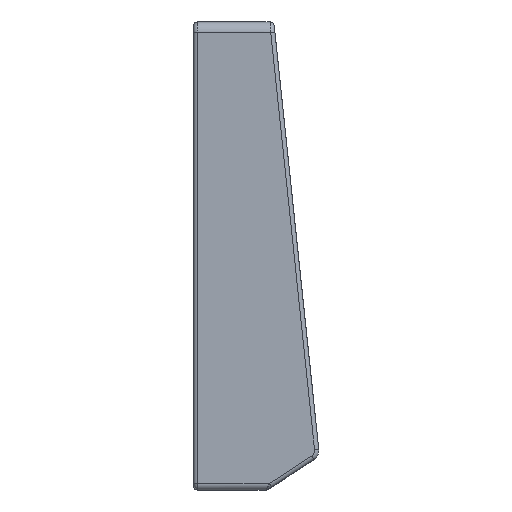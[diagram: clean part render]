
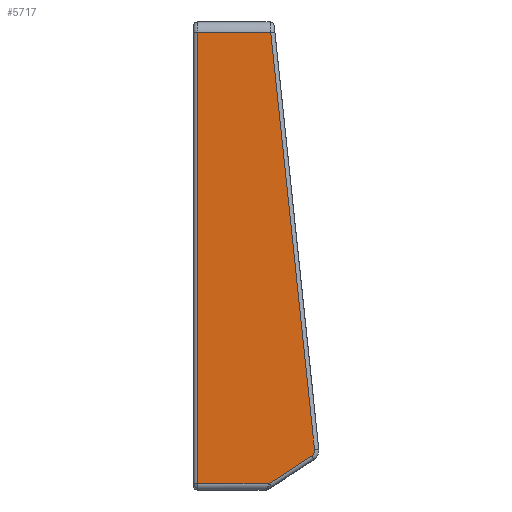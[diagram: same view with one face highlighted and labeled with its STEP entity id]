
A CAD part, left-side view. The second image highlights one B-rep face of the part: STEP entity #5717.
In plain terms, the highlighted planar face has unit normal (-1, 0, 0).
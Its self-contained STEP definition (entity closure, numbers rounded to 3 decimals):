
#133=PLANE('',#6164);
#345=FACE_OUTER_BOUND('',#684,.T.);
#684=EDGE_LOOP('',(#4241,#4242,#4243,#4244,#4245,#4246));
#1109=CIRCLE('',#6049,1.5);
#1401=LINE('',#13552,#1836);
#1482=LINE('',#14271,#1917);
#1486=LINE('',#14279,#1921);
#1487=LINE('',#14283,#1922);
#1488=LINE('',#14284,#1923);
#1836=VECTOR('',#6879,10.);
#1917=VECTOR('',#7152,10.);
#1921=VECTOR('',#7160,10.);
#1922=VECTOR('',#7165,10.);
#1923=VECTOR('',#7166,10.);
#2378=VERTEX_POINT('',#13516);
#2379=VERTEX_POINT('',#13518);
#2389=VERTEX_POINT('',#13550);
#2489=VERTEX_POINT('',#14220);
#2502=VERTEX_POINT('',#14265);
#2505=VERTEX_POINT('',#14282);
#3023=EDGE_CURVE('',#2378,#2379,#1109,.T.);
#3040=EDGE_CURVE('',#2389,#2378,#1401,.T.);
#3191=EDGE_CURVE('',#2489,#2502,#1482,.T.);
#3195=EDGE_CURVE('',#2502,#2389,#1486,.T.);
#3197=EDGE_CURVE('',#2505,#2489,#1487,.T.);
#3198=EDGE_CURVE('',#2379,#2505,#1488,.T.);
#4241=ORIENTED_EDGE('',*,*,#3023,.F.);
#4242=ORIENTED_EDGE('',*,*,#3040,.F.);
#4243=ORIENTED_EDGE('',*,*,#3195,.F.);
#4244=ORIENTED_EDGE('',*,*,#3191,.F.);
#4245=ORIENTED_EDGE('',*,*,#3197,.F.);
#4246=ORIENTED_EDGE('',*,*,#3198,.F.);
#5717=ADVANCED_FACE('',(#345),#133,.F.);
#6049=AXIS2_PLACEMENT_3D('',#13519,#6840,#6841);
#6164=AXIS2_PLACEMENT_3D('',#14281,#7163,#7164);
#6840=DIRECTION('center_axis',(1.,0.,0.));
#6841=DIRECTION('ref_axis',(0.,-0.903,-0.43));
#6879=DIRECTION('',(0.,-0.105,-0.995));
#7152=DIRECTION('',(0.,0.,1.));
#7160=DIRECTION('',(0.,-1.,0.));
#7163=DIRECTION('center_axis',(1.,0.,0.));
#7164=DIRECTION('ref_axis',(0.,0.,-1.));
#7165=DIRECTION('',(0.,1.,0.));
#7166=DIRECTION('',(0.,0.838,-0.546));
#13516=CARTESIAN_POINT('',(-147.85,-9.587,-45.684));
#13518=CARTESIAN_POINT('',(-147.85,-8.914,-47.097));
#13519=CARTESIAN_POINT('Origin',(-147.85,-8.095,-45.84));
#13550=CARTESIAN_POINT('',(-147.85,0.743,52.6));
#13552=CARTESIAN_POINT('',(-147.85,-10.,-49.615));
#14220=CARTESIAN_POINT('',(-147.85,18.,-53.6));
#14265=CARTESIAN_POINT('',(-147.85,18.,52.6));
#14271=CARTESIAN_POINT('',(-147.85,18.,-27.55));
#14279=CARTESIAN_POINT('',(-147.85,19.,52.6));
#14281=CARTESIAN_POINT('Origin',(-147.85,19.,-55.1));
#14282=CARTESIAN_POINT('',(-147.85,1.064,-53.6));
#14283=CARTESIAN_POINT('',(-147.85,19.,-53.6));
#14284=CARTESIAN_POINT('',(-147.85,7.443,-57.757));
